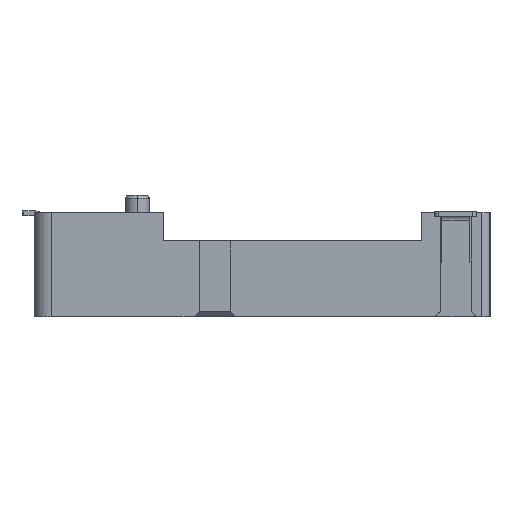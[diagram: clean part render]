
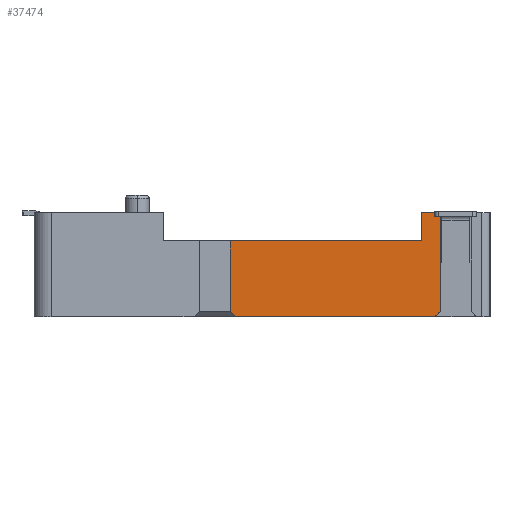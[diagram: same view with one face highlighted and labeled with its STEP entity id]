
A CAD part, left-side view. The second image highlights one B-rep face of the part: STEP entity #37474.
In plain terms, the highlighted planar face has unit normal (-1, 0, 0).
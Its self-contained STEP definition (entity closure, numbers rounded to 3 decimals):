
#527=DIRECTION('',(0.,0.,1.));
#528=VECTOR('',#527,5.75);
#529=CARTESIAN_POINT('',(-23.25,-10.35,-2.725));
#530=LINE('',#529,#528);
#555=DIRECTION('',(0.,1.,0.));
#556=VECTOR('',#555,11.6);
#557=CARTESIAN_POINT('',(-23.25,-10.05,-3.025));
#558=LINE('',#557,#556);
#559=DIRECTION('',(0.,0.707,0.707));
#560=VECTOR('',#559,0.424);
#561=CARTESIAN_POINT('',(-23.25,1.55,-3.025));
#562=LINE('',#561,#560);
#563=DIRECTION('',(0.,-1.,0.));
#564=VECTOR('',#563,11.1);
#565=CARTESIAN_POINT('',(-23.25,1.85,1.375));
#566=LINE('',#565,#564);
#567=DIRECTION('',(0.,-1.,0.));
#568=VECTOR('',#567,1.1);
#569=CARTESIAN_POINT('',(-23.25,-9.25,3.025));
#570=LINE('',#569,#568);
#571=DIRECTION('',(0.,0.707,-0.707));
#572=VECTOR('',#571,0.424);
#573=CARTESIAN_POINT('',(-23.25,-10.35,-2.725));
#574=LINE('',#573,#572);
#595=DIRECTION('',(0.,0.,-1.));
#596=VECTOR('',#595,4.1);
#597=CARTESIAN_POINT('',(-23.25,1.85,1.375));
#598=LINE('',#597,#596);
#2006=DIRECTION('',(0.,0.,-1.));
#2007=VECTOR('',#2006,1.65);
#2008=CARTESIAN_POINT('',(-23.25,-9.25,3.025));
#2009=LINE('',#2008,#2007);
#28384=CARTESIAN_POINT('',(-23.25,-9.25,3.025));
#28385=CARTESIAN_POINT('',(-23.25,-10.35,3.025));
#28386=VERTEX_POINT('',#28384);
#28387=VERTEX_POINT('',#28385);
#28486=CARTESIAN_POINT('',(-23.25,-9.25,1.375));
#28488=VERTEX_POINT('',#28486);
#28668=CARTESIAN_POINT('',(-23.25,-10.05,-3.025));
#28669=CARTESIAN_POINT('',(-23.25,1.55,-3.025));
#28670=VERTEX_POINT('',#28668);
#28671=VERTEX_POINT('',#28669);
#28672=CARTESIAN_POINT('',(-23.25,1.85,1.375));
#28673=VERTEX_POINT('',#28672);
#28722=CARTESIAN_POINT('',(-23.25,-10.35,-2.725));
#28723=VERTEX_POINT('',#28722);
#28730=CARTESIAN_POINT('',(-23.25,1.85,-2.725));
#28731=VERTEX_POINT('',#28730);
#37454=CARTESIAN_POINT('',(-23.25,-4.25,0.));
#37455=DIRECTION('',(1.,0.,0.));
#37456=DIRECTION('',(0.,-1.,0.));
#37457=AXIS2_PLACEMENT_3D('',#37454,#37455,#37456);
#37458=PLANE('',#37457);
#37459=ORIENTED_EDGE('',*,*,#36693,.T.);
#37461=ORIENTED_EDGE('',*,*,#37460,.T.);
#37463=ORIENTED_EDGE('',*,*,#37462,.F.);
#37465=ORIENTED_EDGE('',*,*,#37464,.T.);
#37467=ORIENTED_EDGE('',*,*,#37466,.F.);
#37469=ORIENTED_EDGE('',*,*,#37468,.T.);
#37470=ORIENTED_EDGE('',*,*,#37430,.F.);
#37471=ORIENTED_EDGE('',*,*,#37448,.T.);
#37472=EDGE_LOOP('',(#37459,#37461,#37463,#37465,#37467,#37469,#37470,#37471));
#37473=FACE_OUTER_BOUND('',#37472,.F.);
#37474=ADVANCED_FACE('',(#37473),#37458,.F.);
#36693=EDGE_CURVE('',#28670,#28671,#558,.T.);
#37430=EDGE_CURVE('',#28723,#28387,#530,.T.);
#37448=EDGE_CURVE('',#28723,#28670,#574,.T.);
#37460=EDGE_CURVE('',#28671,#28731,#562,.T.);
#37462=EDGE_CURVE('',#28673,#28731,#598,.T.);
#37464=EDGE_CURVE('',#28673,#28488,#566,.T.);
#37466=EDGE_CURVE('',#28386,#28488,#2009,.T.);
#37468=EDGE_CURVE('',#28386,#28387,#570,.T.);
